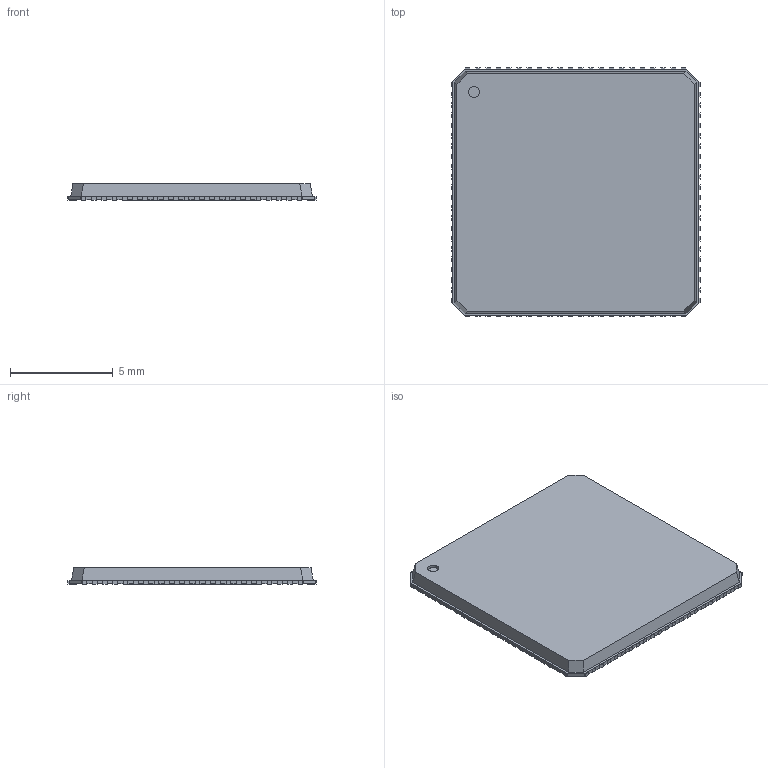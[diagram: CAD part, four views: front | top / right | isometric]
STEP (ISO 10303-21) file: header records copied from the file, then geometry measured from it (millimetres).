
FILE_DESCRIPTION(('FreeCAD Model'),'2;1');
FILE_NAME('cp-88-10.step', '2018-06-08T00:30:21',('Author'),(''), 'Open CASCADE STEP processor 6.8','FreeCAD','Unknown');
FILE_SCHEMA(('AUTOMOTIVE_DESIGN_CC2 { 1 2 10303 214 -1 1 5 4 }'));
Length unit declared in the file: millimetre
Products named in the file (2): ASSEMBLY; User_Library-LFCSP_VQ88(CP-88-5)
Assembly tree (1 placements, depth 2):
  ASSEMBLY
    User_Library-LFCSP_VQ88(CP-88-5)
Bounding box: 12.06 x 12.06 x 0.8 mm (x, y, z)
Volume: 108 mm3; surface area: 322.8 mm2
Topology: 1 solids, 1 shells, 555 faces, 1650 edges, 1100 vertices
Faces by surface type: plane 553, cylinder 2
Entity records: 22124 total; most frequent: CARTESIAN_POINT 3307, ORIENTED_EDGE 3300, DIRECTION 2768, EDGE_CURVE 1650, LINE 1646, VECTOR 1646, VERTEX_POINT 1100, AXIS2_PLACEMENT_3D 561
